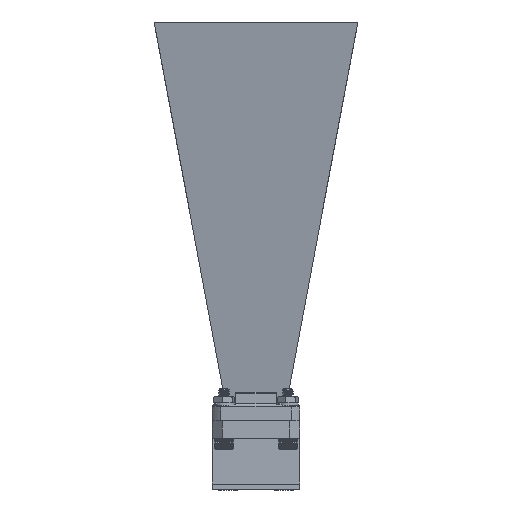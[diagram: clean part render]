
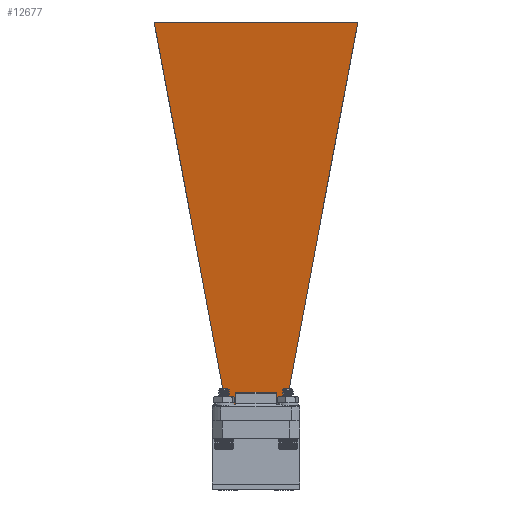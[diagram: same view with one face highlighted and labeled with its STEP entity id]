
A CAD part, front view. The second image highlights one B-rep face of the part: STEP entity #12677.
In plain terms, the highlighted face is planar.
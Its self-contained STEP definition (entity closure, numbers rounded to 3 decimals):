
#666 = FACE_OUTER_BOUND ( 'NONE', #7920, .T. ) ;
#871 = EDGE_CURVE ( 'NONE', #15774, #9600, #13780, .T. ) ;
#1066 = EDGE_CURVE ( 'NONE', #15774, #22882, #14068, .T. ) ;
#2149 = DIRECTION ( 'NONE',  ( 0., 0., -1. ) ) ;
#2861 = LINE ( 'NONE', #16947, #13089 ) ;
#3805 = DIRECTION ( 'NONE',  ( 0.153, 0.988, 0. ) ) ;
#3843 = VECTOR ( 'NONE', #7082, 1000. ) ;
#3876 = VERTEX_POINT ( 'NONE', #4645 ) ;
#3988 = VECTOR ( 'NONE', #2149, 1000. ) ;
#4134 = CARTESIAN_POINT ( 'NONE',  ( 7.239, -4.242, 5.207 ) ) ;
#4169 = AXIS2_PLACEMENT_3D ( 'NONE', #12789, #3805, #16216 ) ;
#4211 = ORIENTED_EDGE ( 'NONE', *, *, #11670, .T. ) ;
#4500 = CARTESIAN_POINT ( 'NONE',  ( 101.408, -18.835, 26.67 ) ) ;
#4627 = DIRECTION ( 'NONE',  ( 0.988, -0.153, 0. ) ) ;
#4645 = CARTESIAN_POINT ( 'NONE',  ( 3.962, -3.734, 7.671 ) ) ;
#4646 = CARTESIAN_POINT ( 'NONE',  ( 3.962, -3.734, 5.207 ) ) ;
#5501 = ORIENTED_EDGE ( 'NONE', *, *, #17440, .T. ) ;
#6147 = DIRECTION ( 'NONE',  ( 0., 0., -1. ) ) ;
#7006 = CARTESIAN_POINT ( 'NONE',  ( 7.322, -4.255, 8.3 ) ) ;
#7082 = DIRECTION ( 'NONE',  ( -0.972, 0.151, -0.182 ) ) ;
#7920 = EDGE_LOOP ( 'NONE', ( #20605, #4211, #10033, #14070, #11764, #9443, #11368, #5501 ) ) ;
#8444 = CARTESIAN_POINT ( 'NONE',  ( 3.962, -3.734, 26.67 ) ) ;
#9095 = DIRECTION ( 'NONE',  ( 0.972, -0.151, -0.182 ) ) ;
#9443 = ORIENTED_EDGE ( 'NONE', *, *, #871, .F. ) ;
#9600 = VERTEX_POINT ( 'NONE', #20581 ) ;
#10033 = ORIENTED_EDGE ( 'NONE', *, *, #18120, .T. ) ;
#10077 = DIRECTION ( 'NONE',  ( 0.988, -0.153, 0. ) ) ;
#10497 = LINE ( 'NONE', #7006, #3843 ) ;
#10639 = VECTOR ( 'NONE', #6147, 1000. ) ;
#10848 = PLANE ( 'NONE',  #4169 ) ;
#11368 = ORIENTED_EDGE ( 'NONE', *, *, #1066, .T. ) ;
#11499 = CARTESIAN_POINT ( 'NONE',  ( 7.239, -4.242, 5.207 ) ) ;
#11670 = EDGE_CURVE ( 'NONE', #20464, #3876, #10497, .T. ) ;
#11764 = ORIENTED_EDGE ( 'NONE', *, *, #18345, .T. ) ;
#11838 = CARTESIAN_POINT ( 'NONE',  ( -0.472, -3.047, -5.207 ) ) ;
#12289 = LINE ( 'NONE', #4500, #20340 ) ;
#12596 = VERTEX_POINT ( 'NONE', #4134 ) ;
#12677 = ADVANCED_FACE ( 'NONE', ( #666 ), #10848, .F. ) ;
#12789 = CARTESIAN_POINT ( 'NONE',  ( 3.962, -3.734, 26.67 ) ) ;
#13089 = VECTOR ( 'NONE', #10077, 1000. ) ;
#13780 = LINE ( 'NONE', #11838, #16842 ) ;
#14068 = LINE ( 'NONE', #8444, #22909 ) ;
#14070 = ORIENTED_EDGE ( 'NONE', *, *, #19682, .T. ) ;
#14255 = LINE ( 'NONE', #11499, #10639 ) ;
#14280 = LINE ( 'NONE', #19926, #14816 ) ;
#14605 = CARTESIAN_POINT ( 'NONE',  ( 101.408, -18.835, -25.923 ) ) ;
#14816 = VECTOR ( 'NONE', #9095, 1000. ) ;
#15206 = DIRECTION ( 'NONE',  ( 0., 0., -1. ) ) ;
#15774 = VERTEX_POINT ( 'NONE', #19563 ) ;
#15897 = CARTESIAN_POINT ( 'NONE',  ( 3.962, -3.734, -7.671 ) ) ;
#15981 = VERTEX_POINT ( 'NONE', #14605 ) ;
#16216 = DIRECTION ( 'NONE',  ( -0.988, 0.153, 0. ) ) ;
#16842 = VECTOR ( 'NONE', #4627, 1000. ) ;
#16947 = CARTESIAN_POINT ( 'NONE',  ( -0.472, -3.047, 5.207 ) ) ;
#17440 = EDGE_CURVE ( 'NONE', #22882, #15981, #14280, .T. ) ;
#18120 = EDGE_CURVE ( 'NONE', #3876, #22563, #21986, .T. ) ;
#18345 = EDGE_CURVE ( 'NONE', #12596, #9600, #14255, .T. ) ;
#18981 = DIRECTION ( 'NONE',  ( 0., 0., -1. ) ) ;
#19020 = EDGE_CURVE ( 'NONE', #20464, #15981, #12289, .T. ) ;
#19563 = CARTESIAN_POINT ( 'NONE',  ( 3.962, -3.734, -5.207 ) ) ;
#19682 = EDGE_CURVE ( 'NONE', #22563, #12596, #2861, .T. ) ;
#19926 = CARTESIAN_POINT ( 'NONE',  ( -2.111, -2.793, -6.533 ) ) ;
#19987 = CARTESIAN_POINT ( 'NONE',  ( 101.408, -18.835, 25.923 ) ) ;
#20340 = VECTOR ( 'NONE', #15206, 1000. ) ;
#20464 = VERTEX_POINT ( 'NONE', #19987 ) ;
#20581 = CARTESIAN_POINT ( 'NONE',  ( 7.239, -4.242, -5.207 ) ) ;
#20605 = ORIENTED_EDGE ( 'NONE', *, *, #19020, .F. ) ;
#21411 = CARTESIAN_POINT ( 'NONE',  ( 3.962, -3.734, 26.67 ) ) ;
#21986 = LINE ( 'NONE', #21411, #3988 ) ;
#22563 = VERTEX_POINT ( 'NONE', #4646 ) ;
#22882 = VERTEX_POINT ( 'NONE', #15897 ) ;
#22909 = VECTOR ( 'NONE', #18981, 1000. ) ;
